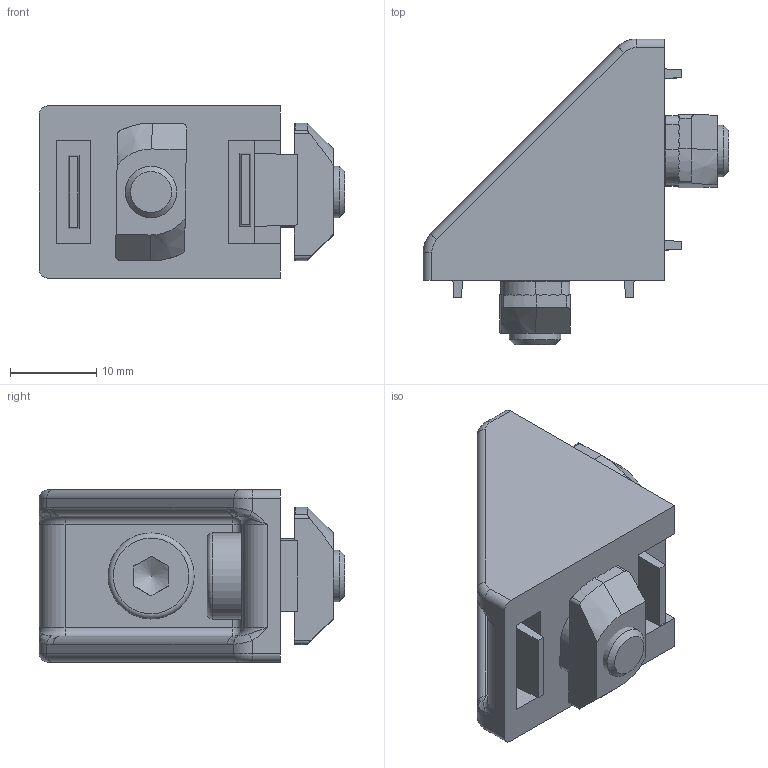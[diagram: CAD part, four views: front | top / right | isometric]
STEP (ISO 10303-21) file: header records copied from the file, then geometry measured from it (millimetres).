
FILE_DESCRIPTION((''),'2;1');
FILE_NAME('Syskomp 482502137 Winkel 20x28 inkl Bef.stp','2013-10-17T14:31:53',('mstrom'),(''),'Autodesk Inventor 2012','Autodesk Inventor 2012','');
FILE_SCHEMA(('AUTOMOTIVE_DESIGN { 1 0 10303 214 1 1 1 1 }'));
Length unit declared in the file: millimetre
Products named in the file (4): 482502137 Winkel 20x28 inkl Bef; Syskomp 482501587 Winkel 20x28; DIN 7984 M6 x 12; Syskomp 482501753 Hammermutter N8 M6 verzinkt
Assembly tree (5 placements, depth 2):
  482502137 Winkel 20x28 inkl Bef
    Syskomp 482501587 Winkel 20x28
    DIN 7984 M6 x 12  x2
    Syskomp 482501753 Hammermutter N8 M6 verzinkt  x2
Bounding box: 35.5 x 35.5 x 20 mm (x, y, z)
Volume: 7630.2 mm3; surface area: 6338 mm2
Topology: 5 solids, 5 shells, 231 faces, 585 edges, 368 vertices
Faces by surface type: plane 150, cylinder 47, torus 12, bspline 12, cone 8, sphere 2
Full cylindrical faces by diameter (mm): 4.917 x2, 6 x2, 6.3 x2, 10 x2
Entity records: 5149 total; most frequent: CARTESIAN_POINT 1244, DIRECTION 783, ORIENTED_EDGE 772, EDGE_CURVE 386, AXIS2_PLACEMENT_3D 272, VERTEX_POINT 247, VECTOR 239, LINE 239
